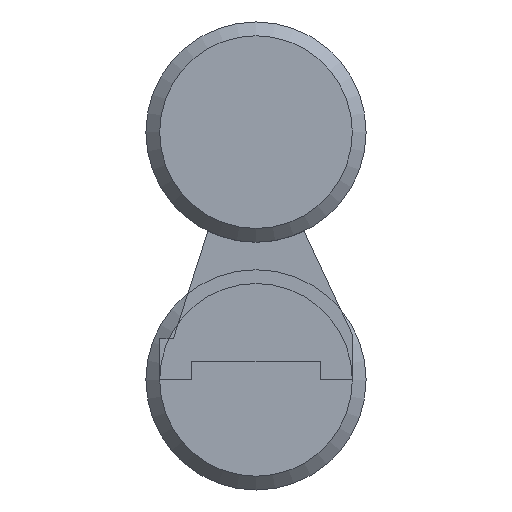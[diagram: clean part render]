
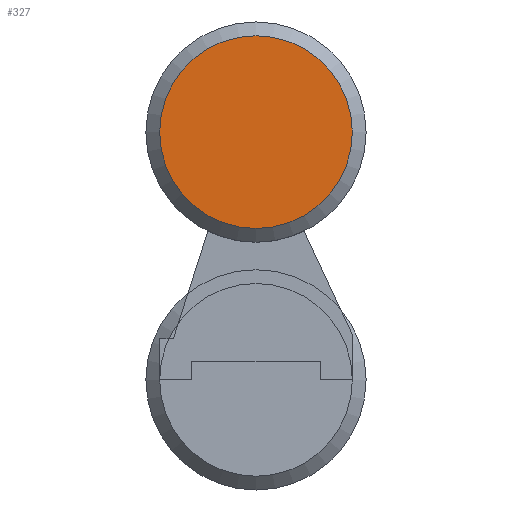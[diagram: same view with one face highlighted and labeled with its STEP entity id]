
A CAD part, front view. The second image highlights one B-rep face of the part: STEP entity #327.
In plain terms, the highlighted planar face has unit normal (0, -1, 0).
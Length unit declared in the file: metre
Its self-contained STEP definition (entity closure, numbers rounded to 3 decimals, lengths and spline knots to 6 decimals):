
#327 = ADVANCED_FACE( '', ( #519 ), #520, .F. );
#519 = FACE_OUTER_BOUND( '', #599, .T. );
#520 = PLANE( '', #600 );
#599 = EDGE_LOOP( '', ( #723 ) );
#600 = AXIS2_PLACEMENT_3D( '', #724, #725, #726 );
#723 = ORIENTED_EDGE( '', *, *, #1356, .T. );
#724 = CARTESIAN_POINT( '', ( 0., 0., 0. ) );
#725 = DIRECTION( '', ( 0., 1., 0. ) );
#726 = DIRECTION( '', ( 0., 0., 1. ) );
#1356 = EDGE_CURVE( '', #1422, #1422, #1423, .F. );
#1422 = VERTEX_POINT( '', #1428 );
#1423 = CIRCLE( '', #1429, 0.007 );
#1428 = CARTESIAN_POINT( '', ( 0., 0., 0.007 ) );
#1429 = AXIS2_PLACEMENT_3D( '', #1436, #1437, #1438 );
#1436 = CARTESIAN_POINT( '', ( 0., 0., 0. ) );
#1437 = DIRECTION( '', ( 0., 1., 0. ) );
#1438 = DIRECTION( '', ( 0., 0., 1. ) );
